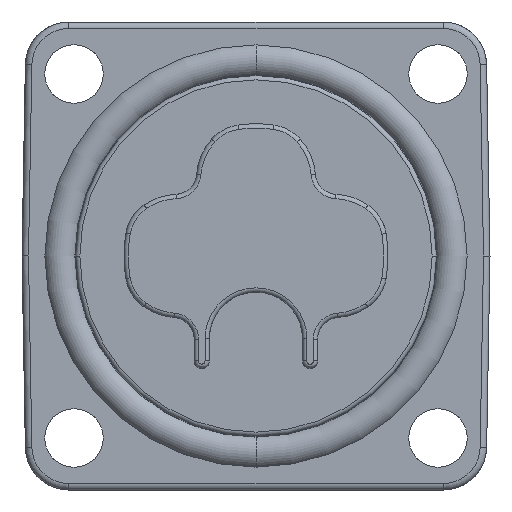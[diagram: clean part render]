
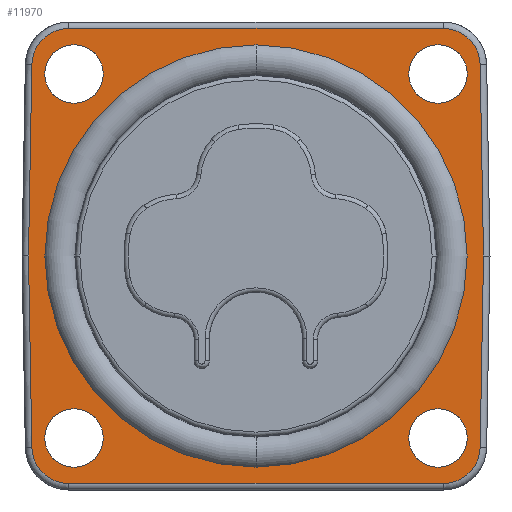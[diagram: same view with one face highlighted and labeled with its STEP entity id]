
A CAD part, front view. The second image highlights one B-rep face of the part: STEP entity #11970.
In plain terms, the highlighted planar face has unit normal (0, -1, 0).
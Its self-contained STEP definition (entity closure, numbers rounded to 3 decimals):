
#1=DIRECTION('',(-0.017,0.,-1.));
#2=VECTOR('',#1,8.831);
#3=CARTESIAN_POINT('',(10.5,0.,0.));
#4=LINE('',#3,#2);
#5=CARTESIAN_POINT('',(8.646,0.,-8.8));
#6=DIRECTION('',(0.,1.,0.));
#7=DIRECTION('',(1.,0.,-0.017));
#8=AXIS2_PLACEMENT_3D('',#5,#6,#7);
#10=DIRECTION('',(-1.,0.,0.));
#11=VECTOR('',#10,17.292);
#12=CARTESIAN_POINT('',(8.646,0.,-10.5));
#13=LINE('',#12,#11);
#14=CARTESIAN_POINT('',(-8.646,0.,-8.8));
#15=DIRECTION('',(0.,1.,0.));
#16=DIRECTION('',(0.,0.,-1.));
#17=AXIS2_PLACEMENT_3D('',#14,#15,#16);
#19=DIRECTION('',(-0.017,0.,1.));
#20=VECTOR('',#19,8.831);
#21=CARTESIAN_POINT('',(-10.346,0.,-8.83));
#22=LINE('',#21,#20);
#23=DIRECTION('',(0.017,0.,1.));
#24=VECTOR('',#23,8.831);
#25=CARTESIAN_POINT('',(-10.5,0.,0.));
#26=LINE('',#25,#24);
#27=CARTESIAN_POINT('',(-8.646,0.,8.8));
#28=DIRECTION('',(0.,1.,0.));
#29=DIRECTION('',(-1.,0.,0.017));
#30=AXIS2_PLACEMENT_3D('',#27,#28,#29);
#32=DIRECTION('',(1.,0.,0.));
#33=VECTOR('',#32,17.292);
#34=CARTESIAN_POINT('',(-8.646,0.,10.5));
#35=LINE('',#34,#33);
#36=CARTESIAN_POINT('',(8.646,0.,8.8));
#37=DIRECTION('',(0.,1.,0.));
#38=DIRECTION('',(0.,0.,1.));
#39=AXIS2_PLACEMENT_3D('',#36,#37,#38);
#41=DIRECTION('',(0.017,0.,-1.));
#42=VECTOR('',#41,8.831);
#43=CARTESIAN_POINT('',(10.346,0.,8.83));
#44=LINE('',#43,#42);
#45=CARTESIAN_POINT('',(-8.4,0.,-8.4));
#46=DIRECTION('',(0.,1.,0.));
#47=DIRECTION('',(1.,0.,0.));
#48=AXIS2_PLACEMENT_3D('',#45,#46,#47);
#50=CARTESIAN_POINT('',(-8.4,0.,-8.4));
#51=DIRECTION('',(0.,1.,0.));
#52=DIRECTION('',(-1.,0.,0.));
#53=AXIS2_PLACEMENT_3D('',#50,#51,#52);
#55=CARTESIAN_POINT('',(8.4,0.,-8.4));
#56=DIRECTION('',(0.,1.,0.));
#57=DIRECTION('',(1.,0.,0.));
#58=AXIS2_PLACEMENT_3D('',#55,#56,#57);
#60=CARTESIAN_POINT('',(8.4,0.,-8.4));
#61=DIRECTION('',(0.,1.,0.));
#62=DIRECTION('',(-1.,0.,0.));
#63=AXIS2_PLACEMENT_3D('',#60,#61,#62);
#65=CARTESIAN_POINT('',(-8.4,0.,8.4));
#66=DIRECTION('',(0.,1.,0.));
#67=DIRECTION('',(1.,0.,0.));
#68=AXIS2_PLACEMENT_3D('',#65,#66,#67);
#70=CARTESIAN_POINT('',(-8.4,0.,8.4));
#71=DIRECTION('',(0.,1.,0.));
#72=DIRECTION('',(-1.,0.,0.));
#73=AXIS2_PLACEMENT_3D('',#70,#71,#72);
#75=CARTESIAN_POINT('',(8.4,0.,8.4));
#76=DIRECTION('',(0.,1.,0.));
#77=DIRECTION('',(1.,0.,0.));
#78=AXIS2_PLACEMENT_3D('',#75,#76,#77);
#80=CARTESIAN_POINT('',(8.4,0.,8.4));
#81=DIRECTION('',(0.,1.,0.));
#82=DIRECTION('',(-1.,0.,0.));
#83=AXIS2_PLACEMENT_3D('',#80,#81,#82);
#85=CARTESIAN_POINT('',(0.,0.,0.));
#86=DIRECTION('',(0.,1.,0.));
#87=DIRECTION('',(0.,0.,-1.));
#88=AXIS2_PLACEMENT_3D('',#85,#86,#87);
#90=CARTESIAN_POINT('',(0.,0.,0.));
#91=DIRECTION('',(0.,1.,0.));
#92=DIRECTION('',(0.,0.,1.));
#93=AXIS2_PLACEMENT_3D('',#90,#91,#92);
#9966=CARTESIAN_POINT('',(-7.05,0.,-8.4));
#9967=CARTESIAN_POINT('',(-9.75,0.,-8.4));
#9968=VERTEX_POINT('',#9966);
#9969=VERTEX_POINT('',#9967);
#9970=CARTESIAN_POINT('',(9.75,0.,-8.4));
#9971=CARTESIAN_POINT('',(7.05,0.,-8.4));
#9972=VERTEX_POINT('',#9970);
#9973=VERTEX_POINT('',#9971);
#9974=CARTESIAN_POINT('',(-7.05,0.,8.4));
#9975=CARTESIAN_POINT('',(-9.75,0.,8.4));
#9976=VERTEX_POINT('',#9974);
#9977=VERTEX_POINT('',#9975);
#9978=CARTESIAN_POINT('',(9.75,0.,8.4));
#9979=CARTESIAN_POINT('',(7.05,0.,8.4));
#9980=VERTEX_POINT('',#9978);
#9981=VERTEX_POINT('',#9979);
#10780=CARTESIAN_POINT('',(10.5,0.,0.));
#10781=CARTESIAN_POINT('',(10.346,0.,-8.83));
#10782=VERTEX_POINT('',#10780);
#10783=VERTEX_POINT('',#10781);
#10786=CARTESIAN_POINT('',(8.646,0.,-10.5));
#10787=VERTEX_POINT('',#10786);
#10790=CARTESIAN_POINT('',(-8.646,0.,-10.5));
#10791=VERTEX_POINT('',#10790);
#10794=CARTESIAN_POINT('',(-10.346,0.,-8.83));
#10795=VERTEX_POINT('',#10794);
#10796=CARTESIAN_POINT('',(-10.5,0.,0.));
#10797=VERTEX_POINT('',#10796);
#10800=CARTESIAN_POINT('',(10.346,0.,8.83));
#10801=VERTEX_POINT('',#10800);
#10806=CARTESIAN_POINT('',(8.646,0.,10.5));
#10807=VERTEX_POINT('',#10806);
#10810=CARTESIAN_POINT('',(-8.646,0.,10.5));
#10811=VERTEX_POINT('',#10810);
#10814=CARTESIAN_POINT('',(-10.346,0.,8.83));
#10815=VERTEX_POINT('',#10814);
#11883=CARTESIAN_POINT('',(0.,0.,-9.743));
#11884=CARTESIAN_POINT('',(0.,0.,9.743));
#11885=VERTEX_POINT('',#11883);
#11886=VERTEX_POINT('',#11884);
#11913=CARTESIAN_POINT('',(0.,0.,0.));
#11914=DIRECTION('',(0.,1.,0.));
#11915=DIRECTION('',(1.,0.,0.));
#11916=AXIS2_PLACEMENT_3D('',#11913,#11914,#11915);
#11917=PLANE('',#11916);
#11919=ORIENTED_EDGE('',*,*,#11918,.T.);
#11921=ORIENTED_EDGE('',*,*,#11920,.T.);
#11923=ORIENTED_EDGE('',*,*,#11922,.T.);
#11925=ORIENTED_EDGE('',*,*,#11924,.T.);
#11927=ORIENTED_EDGE('',*,*,#11926,.T.);
#11929=ORIENTED_EDGE('',*,*,#11928,.T.);
#11931=ORIENTED_EDGE('',*,*,#11930,.T.);
#11933=ORIENTED_EDGE('',*,*,#11932,.T.);
#11935=ORIENTED_EDGE('',*,*,#11934,.T.);
#11937=ORIENTED_EDGE('',*,*,#11936,.T.);
#11938=EDGE_LOOP('',(#11919,#11921,#11923,#11925,#11927,#11929,#11931,#11933,
#11935,#11937));
#11939=FACE_OUTER_BOUND('',#11938,.F.);
#11941=ORIENTED_EDGE('',*,*,#11940,.F.);
#11943=ORIENTED_EDGE('',*,*,#11942,.F.);
#11944=EDGE_LOOP('',(#11941,#11943));
#11945=FACE_BOUND('',#11944,.F.);
#11947=ORIENTED_EDGE('',*,*,#11946,.F.);
#11949=ORIENTED_EDGE('',*,*,#11948,.F.);
#11950=EDGE_LOOP('',(#11947,#11949));
#11951=FACE_BOUND('',#11950,.F.);
#11953=ORIENTED_EDGE('',*,*,#11952,.F.);
#11955=ORIENTED_EDGE('',*,*,#11954,.F.);
#11956=EDGE_LOOP('',(#11953,#11955));
#11957=FACE_BOUND('',#11956,.F.);
#11959=ORIENTED_EDGE('',*,*,#11958,.F.);
#11961=ORIENTED_EDGE('',*,*,#11960,.F.);
#11962=EDGE_LOOP('',(#11959,#11961));
#11963=FACE_BOUND('',#11962,.F.);
#11965=ORIENTED_EDGE('',*,*,#11964,.F.);
#11967=ORIENTED_EDGE('',*,*,#11966,.F.);
#11968=EDGE_LOOP('',(#11965,#11967));
#11969=FACE_BOUND('',#11968,.F.);
#11970=ADVANCED_FACE('',(#11939,#11945,#11951,#11957,#11963,#11969),#11917,.F.);
#9=CIRCLE('',#8,1.7);
#18=CIRCLE('',#17,1.7);
#31=CIRCLE('',#30,1.7);
#40=CIRCLE('',#39,1.7);
#49=CIRCLE('',#48,1.35);
#54=CIRCLE('',#53,1.35);
#59=CIRCLE('',#58,1.35);
#64=CIRCLE('',#63,1.35);
#69=CIRCLE('',#68,1.35);
#74=CIRCLE('',#73,1.35);
#79=CIRCLE('',#78,1.35);
#84=CIRCLE('',#83,1.35);
#89=CIRCLE('',#88,9.743);
#94=CIRCLE('',#93,9.743);
#11918=EDGE_CURVE('',#10782,#10783,#4,.T.);
#11920=EDGE_CURVE('',#10783,#10787,#9,.T.);
#11922=EDGE_CURVE('',#10787,#10791,#13,.T.);
#11924=EDGE_CURVE('',#10791,#10795,#18,.T.);
#11926=EDGE_CURVE('',#10795,#10797,#22,.T.);
#11928=EDGE_CURVE('',#10797,#10815,#26,.T.);
#11930=EDGE_CURVE('',#10815,#10811,#31,.T.);
#11932=EDGE_CURVE('',#10811,#10807,#35,.T.);
#11934=EDGE_CURVE('',#10807,#10801,#40,.T.);
#11936=EDGE_CURVE('',#10801,#10782,#44,.T.);
#11940=EDGE_CURVE('',#11885,#11886,#89,.T.);
#11942=EDGE_CURVE('',#11886,#11885,#94,.T.);
#11946=EDGE_CURVE('',#9968,#9969,#49,.T.);
#11948=EDGE_CURVE('',#9969,#9968,#54,.T.);
#11952=EDGE_CURVE('',#9972,#9973,#59,.T.);
#11954=EDGE_CURVE('',#9973,#9972,#64,.T.);
#11958=EDGE_CURVE('',#9976,#9977,#69,.T.);
#11960=EDGE_CURVE('',#9977,#9976,#74,.T.);
#11964=EDGE_CURVE('',#9980,#9981,#79,.T.);
#11966=EDGE_CURVE('',#9981,#9980,#84,.T.);
